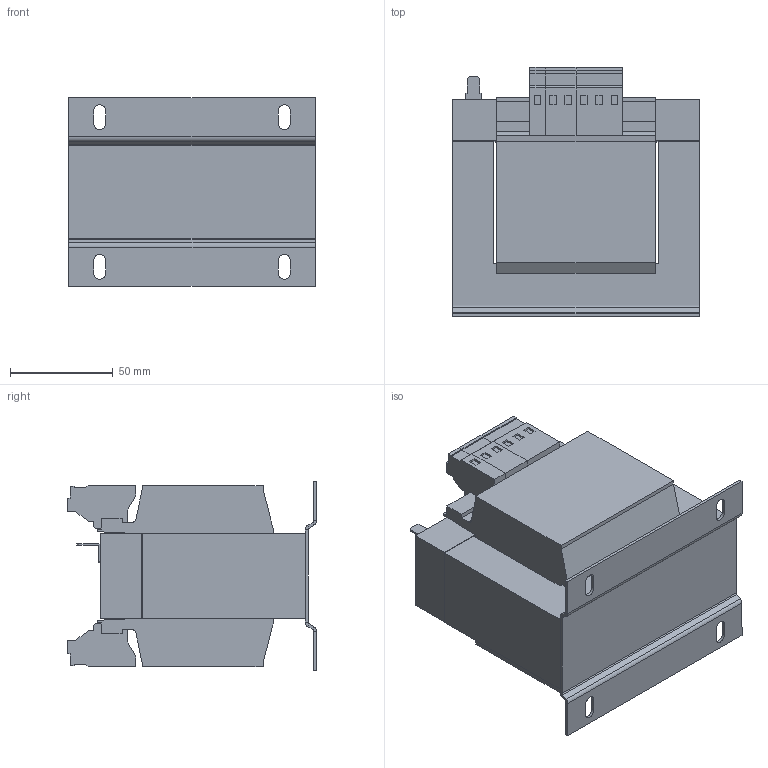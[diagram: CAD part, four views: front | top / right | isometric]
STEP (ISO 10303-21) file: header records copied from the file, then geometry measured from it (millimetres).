
FILE_DESCRIPTION (( 'STEP AP214' ), '1' );
FILE_NAME ('267476.STEP', '2020-07-17T07:58:24', ( '' ), ( '' ), 'SwSTEP 2.0', 'SolidWorks 2018', '' );
FILE_SCHEMA (( 'AUTOMOTIVE_DESIGN' ));
Length unit declared in the file: millimetre
Products named in the file (1): 267476
Bounding box: 120 x 121.3 x 92 mm (x, y, z)
Volume: 791205.4 mm3; surface area: 97222.6 mm2
Topology: 1 solids, 1 shells, 309 faces, 767 edges, 478 vertices
Faces by surface type: plane 271, cylinder 38
Entity records: 8975 total; most frequent: CARTESIAN_POINT 1555, ORIENTED_EDGE 1534, DIRECTION 1463, EDGE_CURVE 767, LINE 691, VECTOR 691, VERTEX_POINT 478, AXIS2_PLACEMENT_3D 386
